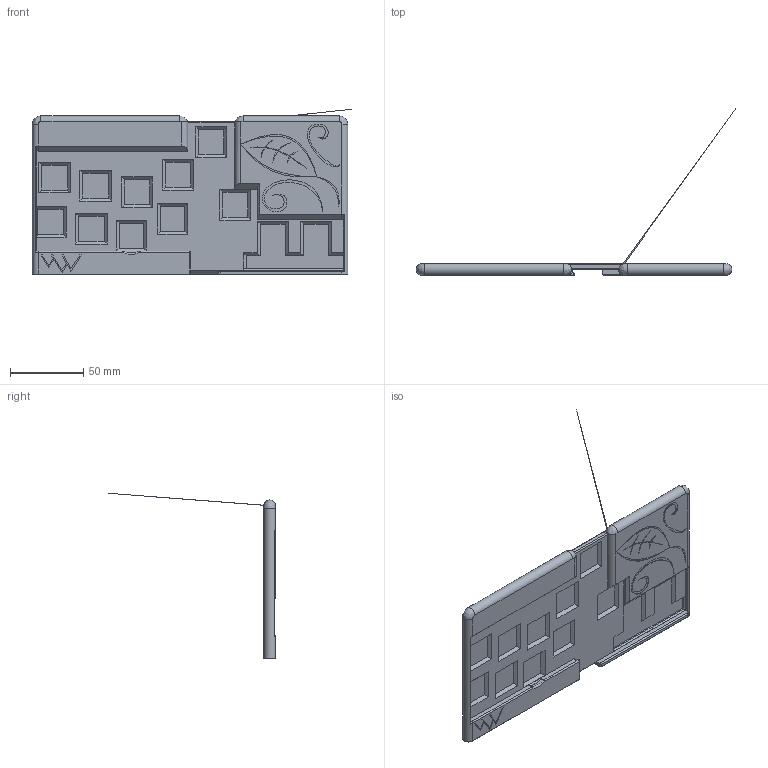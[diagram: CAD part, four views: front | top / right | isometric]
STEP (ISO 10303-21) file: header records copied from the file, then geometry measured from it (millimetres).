
FILE_DESCRIPTION(/* description */ (''),/* implementation_level */ '2;1');
FILE_NAME(/* name */ 'Hotfix-VerticalPrint v118-leaf.step',/* time_stamp */ '2023-12-15T00:59:59-08:00',/* author */ (''),/* organization */ (''),/* preprocessor_version */ 'ST-DEVELOPER v20',/* originating_system */ 'Autodesk Translation Framework v12.14.0.127',/* authorisation */ '');
FILE_SCHEMA (('AUTOMOTIVE_DESIGN { 1 0 10303 214 3 1 1 }'));
Length unit declared in the file: millimetre
Products named in the file (1): Hotfix-VerticalPrint
Bounding box: 217.82 x 113.73 x 112.73 mm (x, y, z)
Volume: 116809.2 mm3; surface area: 52973.9 mm2
Topology: 1 solids, 1 shells, 719 faces, 1756 edges, 1058 vertices
Faces by surface type: bspline 434, plane 247, cylinder 24, cone 10, torus 3, sphere 1
Entity records: 39292 total; most frequent: CARTESIAN_POINT 25727, ORIENTED_EDGE 3500, EDGE_CURVE 1750, DIRECTION 1500, VERTEX_POINT 1058, B_SPLINE_CURVE_WITH_KNOTS 817, LINE 788, VECTOR 788
